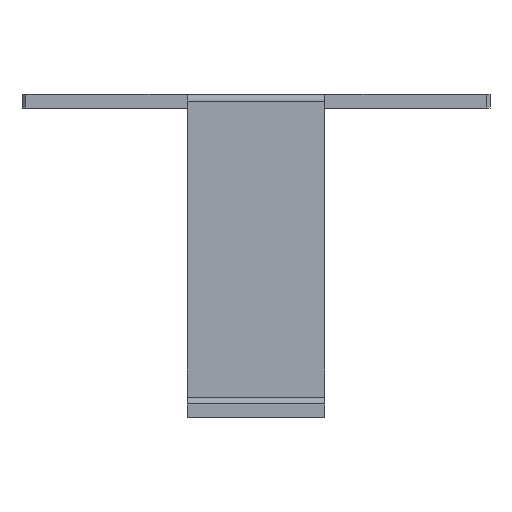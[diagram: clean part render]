
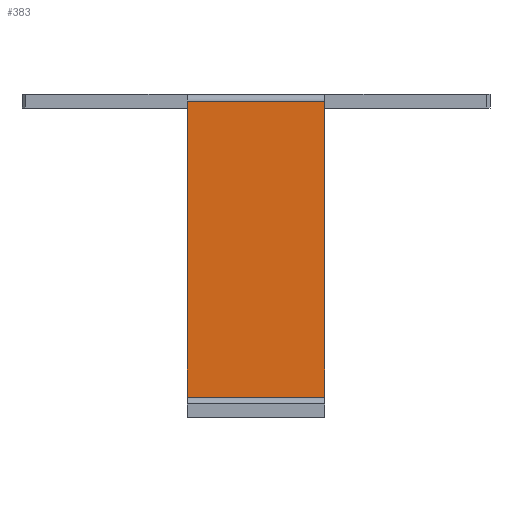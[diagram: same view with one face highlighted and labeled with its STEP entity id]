
A CAD part, front view. The second image highlights one B-rep face of the part: STEP entity #383.
In plain terms, the highlighted planar face has unit normal (0, -1, 0).
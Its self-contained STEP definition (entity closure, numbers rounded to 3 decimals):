
#20 = LINE ( 'NONE', #106, #581 ) ;
#27 = DIRECTION ( 'NONE',  ( 0., 0., -1. ) ) ;
#60 = CARTESIAN_POINT ( 'NONE',  ( 0., 88., 46. ) ) ;
#106 = CARTESIAN_POINT ( 'NONE',  ( 0., 88., 47. ) ) ;
#107 = VECTOR ( 'NONE', #971, 1000. ) ;
#194 = CARTESIAN_POINT ( 'NONE',  ( 20., 88., 46. ) ) ;
#197 = VERTEX_POINT ( 'NONE', #616 ) ;
#238 = DIRECTION ( 'NONE',  ( 1., 0., 0. ) ) ;
#333 = EDGE_CURVE ( 'NONE', #398, #515, #20, .T. ) ;
#352 = CARTESIAN_POINT ( 'NONE',  ( 20., 88., 3. ) ) ;
#383 = ADVANCED_FACE ( 'NONE', ( #1107 ), #396, .F. ) ;
#396 = PLANE ( 'NONE',  #454 ) ;
#398 = VERTEX_POINT ( 'NONE', #951 ) ;
#404 = EDGE_LOOP ( 'NONE', ( #1126, #497, #993, #753 ) ) ;
#417 = VECTOR ( 'NONE', #238, 1000. ) ;
#454 = AXIS2_PLACEMENT_3D ( 'NONE', #660, #1018, #561 ) ;
#497 = ORIENTED_EDGE ( 'NONE', *, *, #504, .T. ) ;
#504 = EDGE_CURVE ( 'NONE', #1163, #398, #957, .T. ) ;
#515 = VERTEX_POINT ( 'NONE', #519 ) ;
#519 = CARTESIAN_POINT ( 'NONE',  ( 0., 88., 3. ) ) ;
#561 = DIRECTION ( 'NONE',  ( 0., 0., 1. ) ) ;
#581 = VECTOR ( 'NONE', #27, 1000. ) ;
#612 = DIRECTION ( 'NONE',  ( 0., 0., -1. ) ) ;
#616 = CARTESIAN_POINT ( 'NONE',  ( 20., 88., 3. ) ) ;
#660 = CARTESIAN_POINT ( 'NONE',  ( 0., 88., 47. ) ) ;
#698 = LINE ( 'NONE', #352, #417 ) ;
#715 = LINE ( 'NONE', #793, #875 ) ;
#716 = EDGE_CURVE ( 'NONE', #515, #197, #698, .T. ) ;
#753 = ORIENTED_EDGE ( 'NONE', *, *, #716, .T. ) ;
#793 = CARTESIAN_POINT ( 'NONE',  ( 20., 88., 47. ) ) ;
#875 = VECTOR ( 'NONE', #612, 1000. ) ;
#951 = CARTESIAN_POINT ( 'NONE',  ( 0., 88., 46. ) ) ;
#957 = LINE ( 'NONE', #60, #107 ) ;
#971 = DIRECTION ( 'NONE',  ( -1., 0., 0. ) ) ;
#993 = ORIENTED_EDGE ( 'NONE', *, *, #333, .T. ) ;
#998 = EDGE_CURVE ( 'NONE', #1163, #197, #715, .T. ) ;
#1018 = DIRECTION ( 'NONE',  ( 0., 1., 0. ) ) ;
#1107 = FACE_OUTER_BOUND ( 'NONE', #404, .T. ) ;
#1126 = ORIENTED_EDGE ( 'NONE', *, *, #998, .F. ) ;
#1163 = VERTEX_POINT ( 'NONE', #194 ) ;
